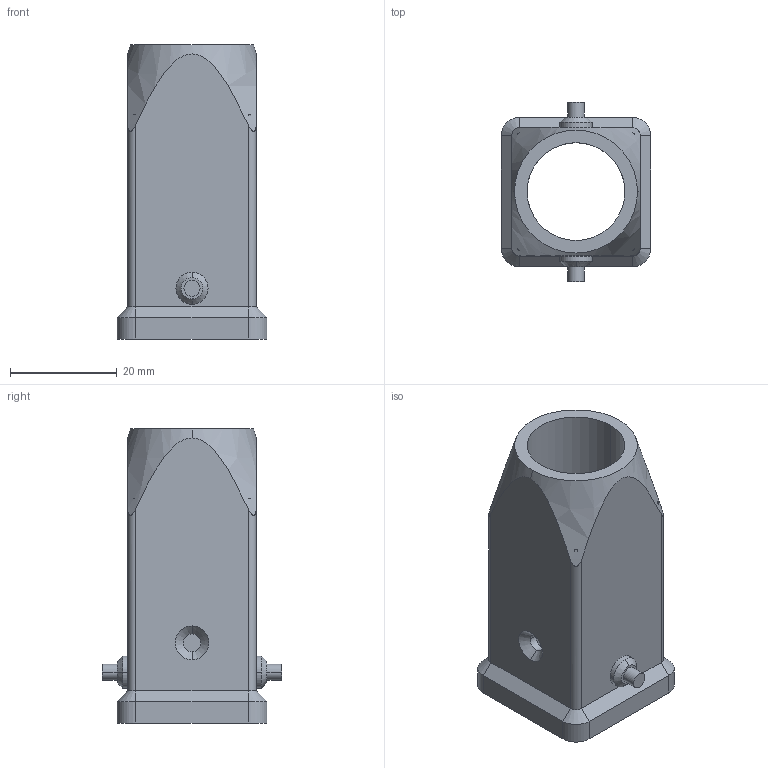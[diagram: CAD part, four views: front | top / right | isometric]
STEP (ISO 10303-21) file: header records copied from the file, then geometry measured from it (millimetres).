
FILE_DESCRIPTION(('Creo Elements/Direct Modeling STEP Export'),'2;1');
FILE_NAME('CKAT_03_4_V.stp','2013-01-22T14:49:29',(''),(''),'Creo Elements/Direct Modeling STEP processor for AP214 (Solid Model)','Creo Elements/Direct Modeling 18.0B 02-Dec-2011 (C) Parametric Technology GmbH','');
FILE_SCHEMA(('AUTOMOTIVE_DESIGN { 1 0 10303 214 1 1 1 1 }'));
Length unit declared in the file: millimetre
Products named in the file (1): MSBO2225
Bounding box: 28 x 33.5 x 55 mm (x, y, z)
Volume: 8113.5 mm3; surface area: 10423.7 mm2
Topology: 1 solids, 1 shells, 124 faces, 318 edges, 207 vertices
Faces by surface type: plane 69, cylinder 42, cone 13
Entity records: 4703 total; most frequent: CARTESIAN_POINT 704, ORIENTED_EDGE 636, DIRECTION 605, EDGE_CURVE 318, VERTEX_POINT 207, VECTOR 205, LINE 205, AXIS2_PLACEMENT_3D 200
